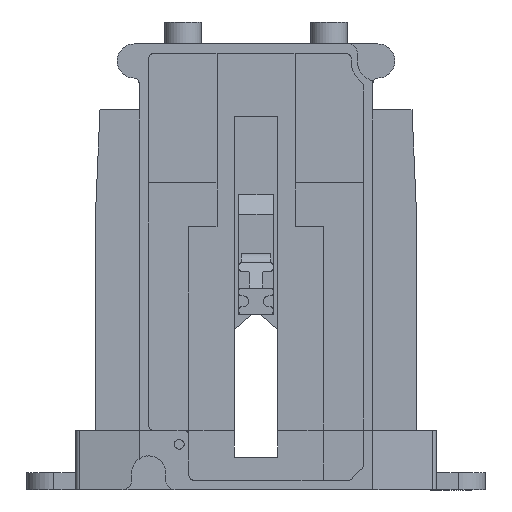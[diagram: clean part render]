
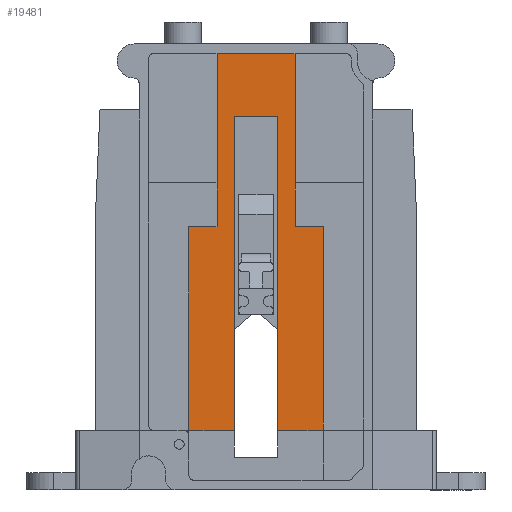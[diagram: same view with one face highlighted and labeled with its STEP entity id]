
A CAD part, left-side view. The second image highlights one B-rep face of the part: STEP entity #19481.
In plain terms, the highlighted planar face has unit normal (-1, 0, 0).
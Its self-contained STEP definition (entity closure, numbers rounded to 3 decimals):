
#10826=DIRECTION('',(0.,-1.,0.));
#10827=VECTOR('',#10826,9.);
#10828=CARTESIAN_POINT('',(-12.5,4.5,76.7));
#10829=LINE('',#10828,#10827);
#10875=DIRECTION('',(0.,0.,1.));
#10876=VECTOR('',#10875,64.5);
#10877=CARTESIAN_POINT('',(-12.5,4.5,12.2));
#10878=LINE('',#10877,#10876);
#11689=DIRECTION('',(0.,0.,-1.));
#11690=VECTOR('',#11689,64.5);
#11691=CARTESIAN_POINT('',(-12.5,-4.5,76.7));
#11692=LINE('',#11691,#11690);
#11724=DIRECTION('',(0.,1.,0.));
#11725=VECTOR('',#11724,9.25);
#11726=CARTESIAN_POINT('',(-12.5,4.5,12.2));
#11727=LINE('',#11726,#11725);
#11731=DIRECTION('',(0.,-1.,0.));
#11732=VECTOR('',#11731,5.75);
#11733=CARTESIAN_POINT('',(-12.5,13.75,54.));
#11734=LINE('',#11733,#11732);
#11738=DIRECTION('',(0.,-1.,0.));
#11739=VECTOR('',#11738,16.);
#11740=CARTESIAN_POINT('',(-12.5,8.,89.5));
#11741=LINE('',#11740,#11739);
#11745=DIRECTION('',(0.,-1.,0.));
#11746=VECTOR('',#11745,5.75);
#11747=CARTESIAN_POINT('',(-12.5,-8.,54.));
#11748=LINE('',#11747,#11746);
#11752=DIRECTION('',(0.,0.,-1.));
#11753=VECTOR('',#11752,39.8);
#11754=CARTESIAN_POINT('',(-12.5,-13.75,54.));
#11755=LINE('',#11754,#11753);
#11759=DIRECTION('',(0.,0.,-1.));
#11760=VECTOR('',#11759,2.);
#11761=CARTESIAN_POINT('',(-12.5,-13.75,14.2));
#11762=LINE('',#11761,#11760);
#11766=DIRECTION('',(0.,1.,0.));
#11767=VECTOR('',#11766,9.25);
#11768=CARTESIAN_POINT('',(-12.5,-13.75,12.2));
#11769=LINE('',#11768,#11767);
#11851=DIRECTION('',(0.,0.,1.));
#11852=VECTOR('',#11851,9.);
#11853=CARTESIAN_POINT('',(-12.5,-8.,54.));
#11854=LINE('',#11853,#11852);
#11879=DIRECTION('',(0.,0.,1.));
#11880=VECTOR('',#11879,26.5);
#11881=CARTESIAN_POINT('',(-12.5,-8.,63.));
#11882=LINE('',#11881,#11880);
#11928=DIRECTION('',(0.,0.,-1.));
#11929=VECTOR('',#11928,26.5);
#11930=CARTESIAN_POINT('',(-12.5,8.,89.5));
#11931=LINE('',#11930,#11929);
#11956=DIRECTION('',(0.,0.,-1.));
#11957=VECTOR('',#11956,9.);
#11958=CARTESIAN_POINT('',(-12.5,8.,63.));
#11959=LINE('',#11958,#11957);
#11977=DIRECTION('',(0.,0.,-1.));
#11978=VECTOR('',#11977,41.8);
#11979=CARTESIAN_POINT('',(-12.5,13.75,54.));
#11980=LINE('',#11979,#11978);
#14886=CARTESIAN_POINT('',(-12.5,4.5,76.7));
#14887=VERTEX_POINT('',#14886);
#14888=CARTESIAN_POINT('',(-12.5,-4.5,76.7));
#14889=VERTEX_POINT('',#14888);
#14902=CARTESIAN_POINT('',(-12.5,4.5,12.2));
#14903=VERTEX_POINT('',#14902);
#14998=CARTESIAN_POINT('',(-12.5,-4.5,12.2));
#14999=VERTEX_POINT('',#14998);
#15002=CARTESIAN_POINT('',(-12.5,13.75,12.2));
#15003=VERTEX_POINT('',#15002);
#15004=CARTESIAN_POINT('',(-12.5,13.75,54.));
#15005=VERTEX_POINT('',#15004);
#15006=CARTESIAN_POINT('',(-12.5,8.,54.));
#15007=VERTEX_POINT('',#15006);
#15008=CARTESIAN_POINT('',(-12.5,8.,63.));
#15009=VERTEX_POINT('',#15008);
#15010=CARTESIAN_POINT('',(-12.5,8.,89.5));
#15011=VERTEX_POINT('',#15010);
#15012=CARTESIAN_POINT('',(-12.5,-8.,89.5));
#15013=VERTEX_POINT('',#15012);
#15014=CARTESIAN_POINT('',(-12.5,-8.,63.));
#15015=VERTEX_POINT('',#15014);
#15016=CARTESIAN_POINT('',(-12.5,-8.,54.));
#15017=VERTEX_POINT('',#15016);
#15018=CARTESIAN_POINT('',(-12.5,-13.75,54.));
#15019=VERTEX_POINT('',#15018);
#15020=CARTESIAN_POINT('',(-12.5,-13.75,14.2));
#15021=VERTEX_POINT('',#15020);
#15022=CARTESIAN_POINT('',(-12.5,-13.75,12.2));
#15023=VERTEX_POINT('',#15022);
#19447=CARTESIAN_POINT('',(-12.5,27.493,100.438));
#19448=DIRECTION('',(-1.,0.,0.));
#19449=DIRECTION('',(0.,1.,0.));
#19450=AXIS2_PLACEMENT_3D('',#19447,#19448,#19449);
#19451=PLANE('',#19450);
#19452=ORIENTED_EDGE('',*,*,#18175,.F.);
#19453=ORIENTED_EDGE('',*,*,#18213,.F.);
#19455=ORIENTED_EDGE('',*,*,#19454,.T.);
#19457=ORIENTED_EDGE('',*,*,#19456,.F.);
#19459=ORIENTED_EDGE('',*,*,#19458,.T.);
#19461=ORIENTED_EDGE('',*,*,#19460,.F.);
#19463=ORIENTED_EDGE('',*,*,#19462,.F.);
#19465=ORIENTED_EDGE('',*,*,#19464,.T.);
#19467=ORIENTED_EDGE('',*,*,#19466,.F.);
#19469=ORIENTED_EDGE('',*,*,#19468,.F.);
#19471=ORIENTED_EDGE('',*,*,#19470,.T.);
#19473=ORIENTED_EDGE('',*,*,#19472,.T.);
#19475=ORIENTED_EDGE('',*,*,#19474,.T.);
#19477=ORIENTED_EDGE('',*,*,#19476,.T.);
#19478=ORIENTED_EDGE('',*,*,#19429,.F.);
#19479=EDGE_LOOP('',(#19452,#19453,#19455,#19457,#19459,#19461,#19463,#19465,
#19467,#19469,#19471,#19473,#19475,#19477,#19478));
#19480=FACE_OUTER_BOUND('',#19479,.F.);
#18175=EDGE_CURVE('',#14887,#14889,#10829,.T.);
#18213=EDGE_CURVE('',#14903,#14887,#10878,.T.);
#19429=EDGE_CURVE('',#14889,#14999,#11692,.T.);
#19454=EDGE_CURVE('',#14903,#15003,#11727,.T.);
#19456=EDGE_CURVE('',#15005,#15003,#11980,.T.);
#19458=EDGE_CURVE('',#15005,#15007,#11734,.T.);
#19460=EDGE_CURVE('',#15009,#15007,#11959,.T.);
#19462=EDGE_CURVE('',#15011,#15009,#11931,.T.);
#19464=EDGE_CURVE('',#15011,#15013,#11741,.T.);
#19466=EDGE_CURVE('',#15015,#15013,#11882,.T.);
#19468=EDGE_CURVE('',#15017,#15015,#11854,.T.);
#19470=EDGE_CURVE('',#15017,#15019,#11748,.T.);
#19472=EDGE_CURVE('',#15019,#15021,#11755,.T.);
#19474=EDGE_CURVE('',#15021,#15023,#11762,.T.);
#19476=EDGE_CURVE('',#15023,#14999,#11769,.T.);
#19481=ADVANCED_FACE('',(#19480),#19451,.T.);
